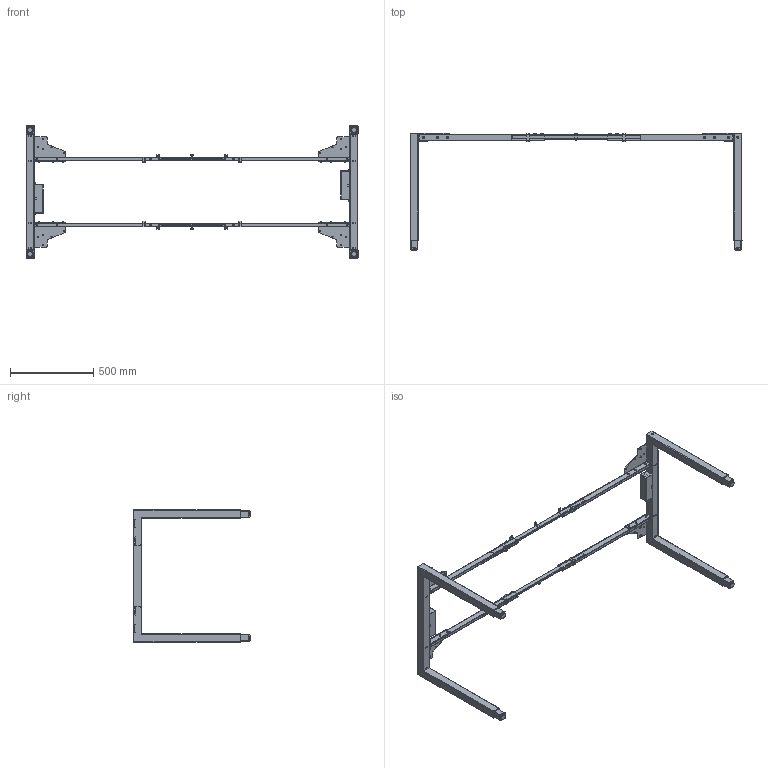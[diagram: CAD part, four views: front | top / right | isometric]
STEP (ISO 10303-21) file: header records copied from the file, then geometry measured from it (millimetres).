
FILE_DESCRIPTION (( 'STEP AP203' ), '1' );
FILE_NAME ('51212x_Tetra W4 800x1640-2000 (2250)_2020.STEP', '2020-01-02T11:24:42', ( '' ), ( '' ), 'SwSTEP 2.0', 'SolidWorks 2019', '' );
FILE_SCHEMA (( 'CONFIG_CONTROL_DESIGN' ));
Length unit declared in the file: millimetre
Products named in the file (1): 51212x_Tetra W4 800x1640-2000 (2250)_2020
Bounding box: 1995.2 x 705.8 x 799 mm (x, y, z)
Surface area: 1914845.8 mm2 (no closed solid volume)
Topology: 0 solids, 206 shells, 1178 faces, 4430 edges, 3308 vertices
Faces by surface type: plane 486, cylinder 433, cone 176, torus 54, bspline 17, sphere 12
Entity records: 48024 total; most frequent: CARTESIAN_POINT 9828, DIRECTION 8670, ORIENTED_EDGE 6412, EDGE_CURVE 4430, VERTEX_POINT 3308, AXIS2_PLACEMENT_3D 3206, LINE 2258, VECTOR 2258
